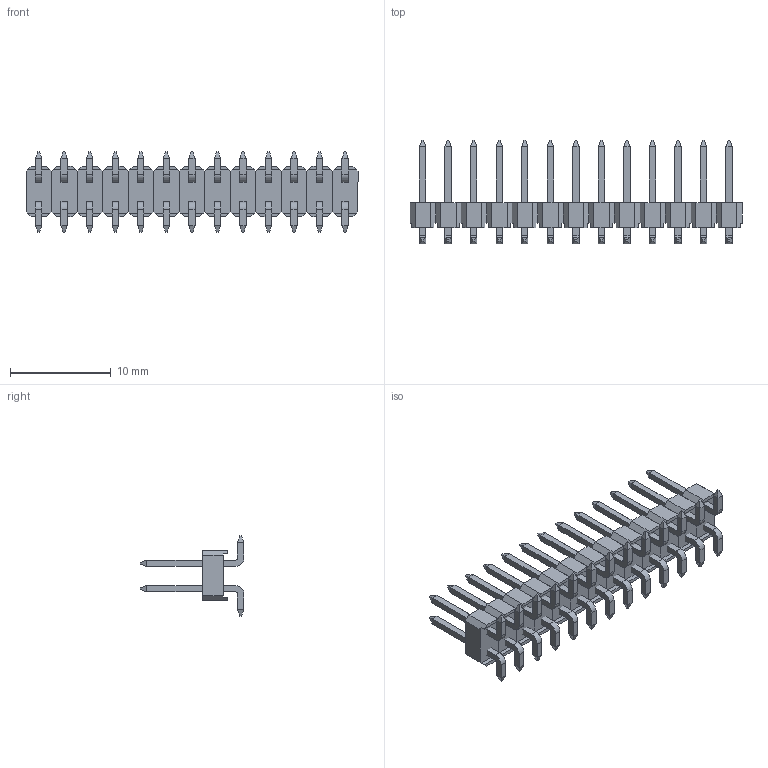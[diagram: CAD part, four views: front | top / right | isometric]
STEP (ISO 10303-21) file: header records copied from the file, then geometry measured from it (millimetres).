
FILE_DESCRIPTION (( 'STEP AP214' ), '1' );
FILE_NAME ('User Library-26-pin SMT header.STEP', '2017-12-17T09:40:02', ( '' ), ( '' ), 'SwSTEP 2.0', 'SolidWorks 2018', '' );
FILE_SCHEMA (( 'AUTOMOTIVE_DESIGN' ));
Length unit declared in the file: millimetre
Products named in the file (3): User Library-26-pin SMT header_Single pin; User Library-26-pin SMT header; User Library-26-pin SMT header_Single plastic support
Assembly tree (39 placements, depth 2):
  User Library-26-pin SMT header
    User Library-26-pin SMT header_Single pin  x26
    User Library-26-pin SMT header_Single plastic support  x13
Bounding box: 33.02 x 10.31 x 8 mm (x, y, z)
Volume: 458.8 mm3; surface area: 1543 mm2
Topology: 39 solids, 39 shells, 650 faces, 1508 edges, 936 vertices
Faces by surface type: plane 598, cylinder 52
Entity records: 1658 total; most frequent: DIRECTION 228, CARTESIAN_POINT 198, ORIENTED_EDGE 152, AXIS2_PLACEMENT_3D 78, EDGE_CURVE 76, LINE 72, VECTOR 72, VERTEX_POINT 48
